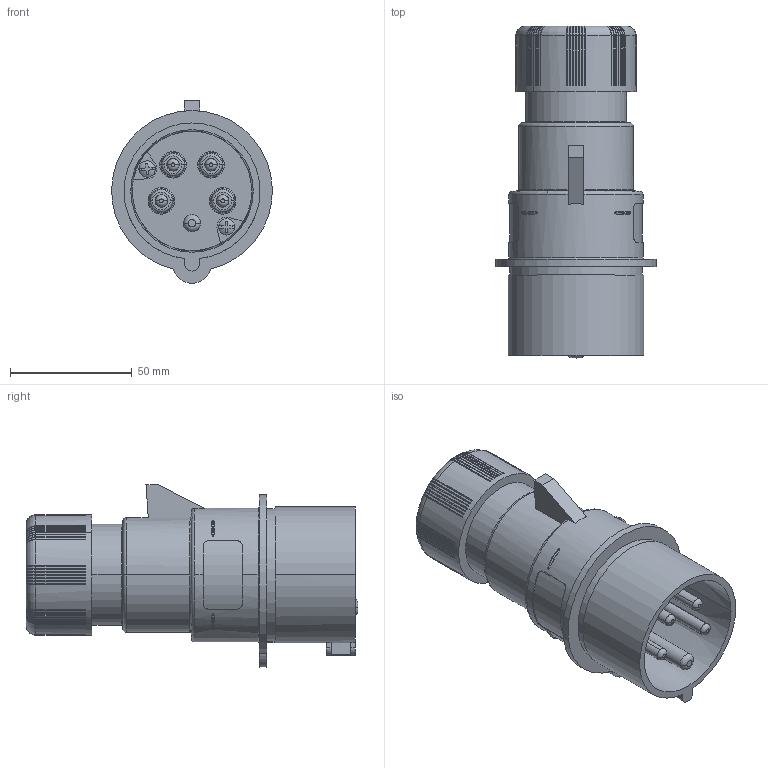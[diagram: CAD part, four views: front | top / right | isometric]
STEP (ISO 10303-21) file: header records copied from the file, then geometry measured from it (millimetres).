
FILE_DESCRIPTION(('Creo Elements/Direct Modeling STEP Export'),'2;1');
FILE_NAME('0ln7uvk4ar7rv3b944','2017-05-22T15:47:56',(''),(''),'PTC Creo Elements/Direct Modeling STEP processor for AP214 (Solid Model)','PTC Creo Elements/Direct Modeling 19.0E 27-Jun-2016 (C) Parametric Technology GmbH','');
FILE_SCHEMA(('AUTOMOTIVE_DESIGN { 1 0 10303 214 1 1 1 1 }'));
Length unit declared in the file: millimetre
Products named in the file (2): PE_1665_SV
Assembly tree (1 placements, depth 2):
  PE_1665_SV
    PE_1665_SV
Bounding box: 65.97 x 136.2 x 74.87 mm (x, y, z)
Volume: 186670.7 mm3; surface area: 55541.1 mm2
Topology: 1 solids, 1 shells, 635 faces, 1689 edges, 973 vertices
Faces by surface type: plane 273, sphere 112, cylinder 110, torus 106, cone 30, bspline 4
Entity records: 36889 total; most frequent: CARTESIAN_POINT 17813, ORIENTED_EDGE 3154, DIRECTION 2782, EDGE_CURVE 1577, AXIS2_PLACEMENT_3D 1111, VERTEX_POINT 973, EDGE_LOOP 664, FACE_OUTER_BOUND 635
